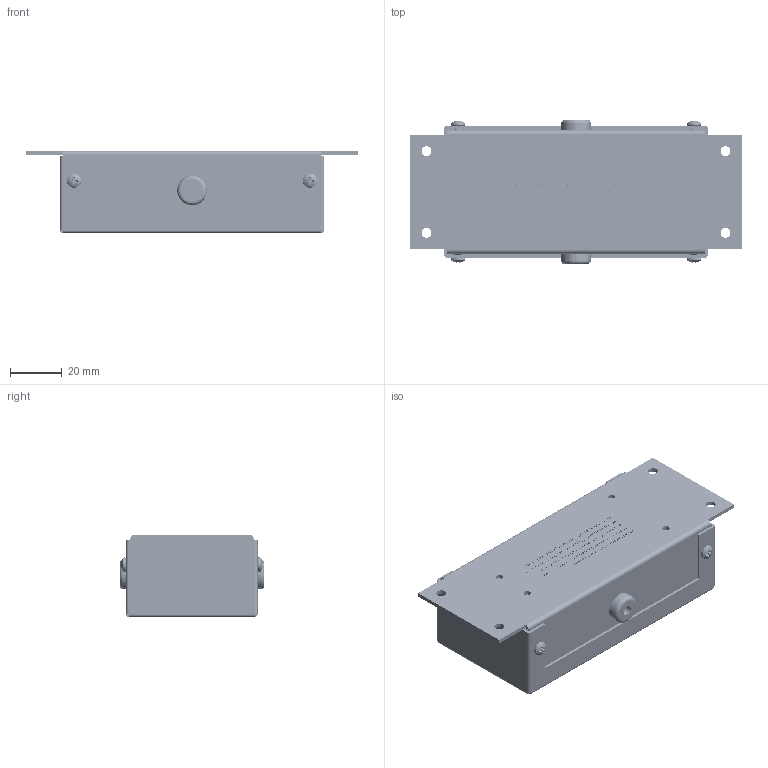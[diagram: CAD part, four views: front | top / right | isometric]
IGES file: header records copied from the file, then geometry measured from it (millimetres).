
Start section: SolidWorks IGES file using analytic representation for surfaces
Global section: file name: HEATED-PITOT-CONTROLLER_solid_model.IGS; native system: SolidWorks 2017; preprocessor: SolidWorks 2017; author: rott; date: 170531.143732; units: millimetre
Bounding box: 128.08 x 55.88 x 31.6 mm (x, y, z)
Surface area: 64578.3 mm2 (no closed solid volume)
Topology: 0 solids, 0 shells, 3540 faces, 41628 edges, 41625 vertices
Faces by surface type: bspline 3195, revolution 345
